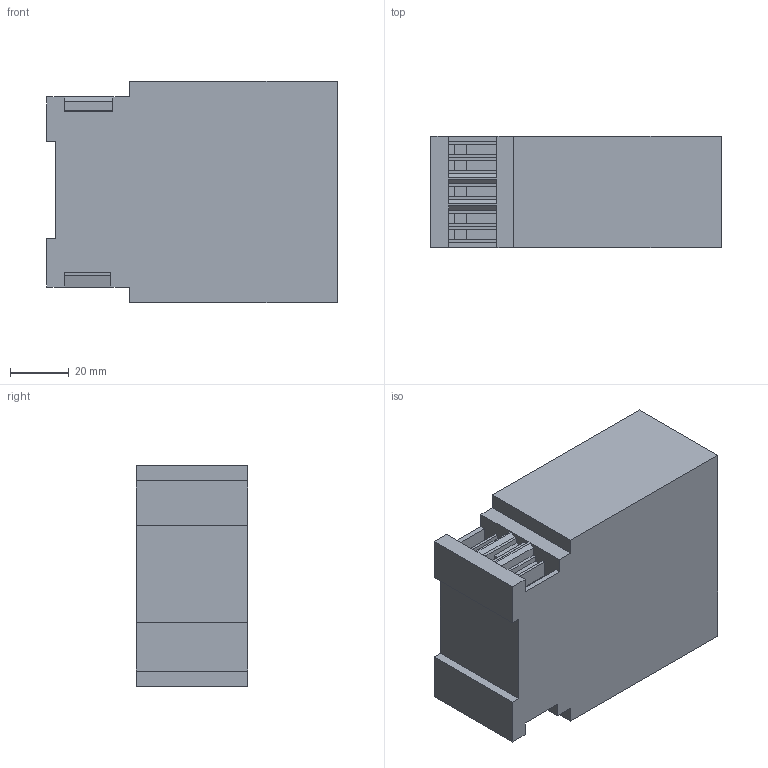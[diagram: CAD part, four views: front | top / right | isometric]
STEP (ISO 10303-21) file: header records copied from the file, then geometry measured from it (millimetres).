
FILE_DESCRIPTION((''),'2;1');
FILE_NAME('VISOLUX','2012-01-13T',('dhelisch'),(''),'PRO/ENGINEER BY PARAMETRIC TECHNOLOGY CORPORATION, 2007250','PRO/ENGINEER BY PARAMETRIC TECHNOLOGY CORPORATION, 2007250','');
FILE_SCHEMA(('CONFIG_CONTROL_DESIGN'));
Length unit declared in the file: millimetre
Products named in the file (1): VISOLUX
Bounding box: 99.1 x 37.85 x 75.55 mm (x, y, z)
Volume: 259824.6 mm3; surface area: 30711.6 mm2
Topology: 1 solids, 1 shells, 155 faces, 428 edges, 278 vertices
Faces by surface type: plane 155
Entity records: 6170 total; most frequent: CARTESIAN_POINT 861, ORIENTED_EDGE 856, DIRECTION 738, PRESENTATION_STYLE_ASSIGNMENT 429, STYLED_ITEM 429, VECTOR 428, LINE 428, CURVE_STYLE 428
